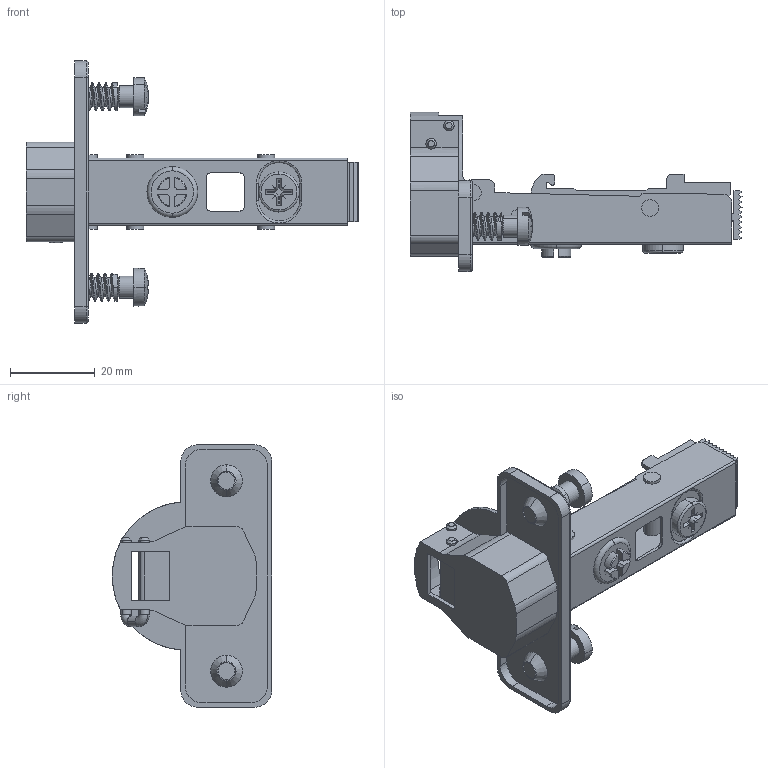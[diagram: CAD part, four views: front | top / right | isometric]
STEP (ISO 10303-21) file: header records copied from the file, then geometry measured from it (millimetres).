
FILE_DESCRIPTION (( 'STEP AP214' ), '1' );
FILE_NAME ('F000005-CLOSE_3D.step', '2022-06-06T12:48:17', ( '' ), ( '' ), 'SwSTEP 2.0', 'SolidWorks 2020', '' );
FILE_SCHEMA (( 'AUTOMOTIVE_DESIGN' ));
Length unit declared in the file: millimetre
Products named in the file (7): EUROVRUT; Spoj raminka miska; 鋀p; F000005-CLOSE_3D; Raminko nalozeny NC50; Miska; Vidlice
Assembly tree (10 placements, depth 2):
  F000005-CLOSE_3D
    Raminko nalozeny NC50
    Spoj raminka miska
    Miska
    Vidlice
    鋀p  x4
    EUROVRUT  x2
Bounding box: 78.47 x 37.7 x 62 mm (x, y, z)
Volume: 8902.9 mm3; surface area: 17370.9 mm2
Topology: 13 solids, 13 shells, 566 faces, 1522 edges, 990 vertices
Faces by surface type: plane 291, cylinder 201, cone 28, bspline 22, torus 21, sphere 3
Entity records: 17009 total; most frequent: CARTESIAN_POINT 4391, ORIENTED_EDGE 2632, DIRECTION 2533, EDGE_CURVE 1316, AXIS2_PLACEMENT_3D 865, VERTEX_POINT 857, LINE 803, VECTOR 803
